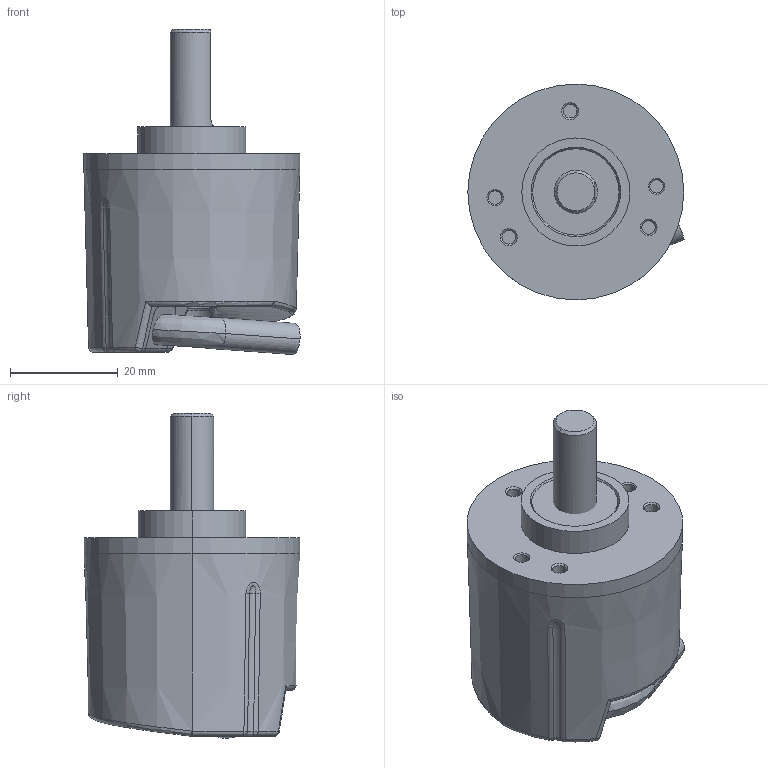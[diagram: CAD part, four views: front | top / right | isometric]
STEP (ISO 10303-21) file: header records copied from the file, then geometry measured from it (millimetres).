
FILE_DESCRIPTION((''),'2;1');
FILE_NAME('DT_TVI40_ZUSBAU_KL500IMP_D8_ASM','2007-11-18T',('IndustrieHansa'),('Pepperl+Fuchs'),'PRO/ENGINEER BY PARAMETRIC TECHNOLOGY CORPORATION, 2006420','PRO/ENGINEER BY PARAMETRIC TECHNOLOGY CORPORATION, 2006420','');
FILE_SCHEMA(('AUTOMOTIVE_DESIGN_CC2 { 1 2 10303 214 -1 1 5 2 }'));
Length unit declared in the file: millimetre
Products named in the file (11): DT_TVI40_FLANSCH_KL500IMP; DT_TVI40_50_WELLE_D8X18; DT_KUGELL_688_2RS_8X16X4; DT_TVI40_50_WELA_D8X18_ASM; DT_TVI40_FEAL_KL500IMP_D8_ASM; DT_TVI40_ROHDECKEL; DT_TVI40_KABELUMSPRITZUNG; DT_TVI40_UMSPRITZUNG_KABELST_ASM; DT_TVI40_KABELSTUMMEL; DT_TVI40_DEAL_STUMMEL_ASM; DT_TVI40_ZUSBAU_KL500IMP_D8_ASM
Assembly tree (10 placements, depth 4):
  DT_TVI40_ZUSBAU_KL500IMP_D8_ASM
    DT_TVI40_FEAL_KL500IMP_D8_ASM
      DT_TVI40_FLANSCH_KL500IMP
      DT_TVI40_50_WELA_D8X18_ASM
        DT_TVI40_50_WELLE_D8X18
        DT_KUGELL_688_2RS_8X16X4
    DT_TVI40_ROHDECKEL
    DT_TVI40_DEAL_STUMMEL_ASM
      DT_TVI40_UMSPRITZUNG_KABELST_ASM
        DT_TVI40_KABELUMSPRITZUNG
      DT_TVI40_KABELSTUMMEL
Bounding box: 40.05 x 40 x 60.23 mm (x, y, z)
Volume: 22195.6 mm3; surface area: 16505.7 mm2
Topology: 6 solids, 6 shells, 164 faces, 412 edges, 268 vertices
Faces by surface type: plane 60, cylinder 42, bspline 26, cone 23, torus 10, sphere 3
Entity records: 8446 total; most frequent: CARTESIAN_POINT 3118, ORIENTED_EDGE 824, DIRECTION 795, PRESENTATION_STYLE_ASSIGNMENT 418, STYLED_ITEM 418, CURVE_STYLE 412, EDGE_CURVE 412, AXIS2_PLACEMENT_3D 317
